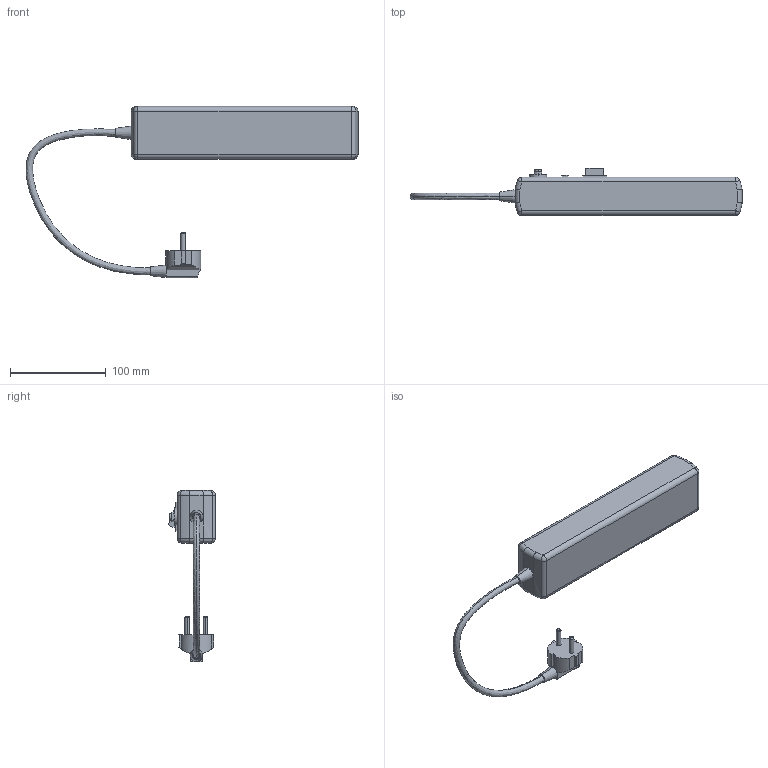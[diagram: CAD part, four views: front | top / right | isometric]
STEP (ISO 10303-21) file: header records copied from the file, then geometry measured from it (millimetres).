
FILE_DESCRIPTION (( 'STEP AP214' ), '1' );
FILE_NAME ('WFP10-16-03-01-N_Ñåòåâîé ôèëüòð ÑÔ-03Ê-âûêë. 3 ìåñòà 2Ð+PÅ1,5ìåòðà 3õ1ìì2 ÈÝÊ.STEP', '2019-04-29T08:25:55', ( '' ), ( '' ), 'SwSTEP 2.0', 'SolidWorks 2017', '' );
FILE_SCHEMA (( 'AUTOMOTIVE_DESIGN' ));
Length unit declared in the file: millimetre
Products named in the file (1): WFP10-16-03-01-N_Ñåòåâîé ôèëüòð ÑÔ-03Ê-âûêë. 3 ìåñòà 2Ð+PÅ1,5ìåòðà 3õ1ìì2 ÈÝÊ
Bounding box: 346.77 x 49.2 x 178.68 mm (x, y, z)
Volume: 490542 mm3; surface area: 68591.8 mm2
Topology: 1 solids, 1 shells, 242 faces, 611 edges, 383 vertices
Faces by surface type: plane 141, cylinder 61, bspline 16, torus 12, sphere 8, cone 4
Entity records: 8161 total; most frequent: CARTESIAN_POINT 2405, ORIENTED_EDGE 1206, DIRECTION 1167, EDGE_CURVE 603, AXIS2_PLACEMENT_3D 405, VERTEX_POINT 383, VECTOR 357, LINE 357
